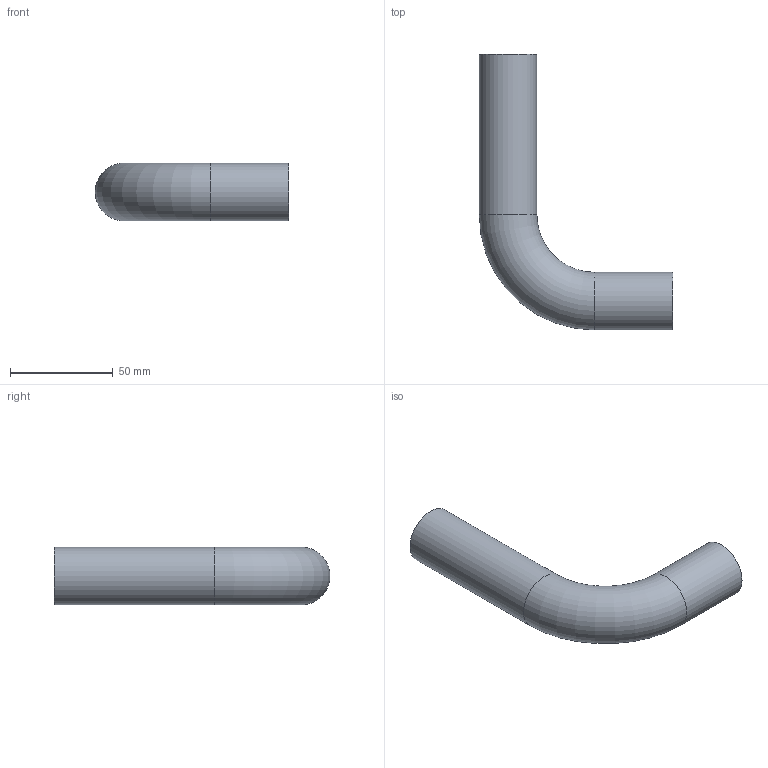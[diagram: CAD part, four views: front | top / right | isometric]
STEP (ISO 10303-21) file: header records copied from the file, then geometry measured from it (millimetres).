
FILE_DESCRIPTION(/* description */ ('TUBO RICURVO 90° Ø28 (De25)'),/* implementation_level */ '2;1');
FILE_NAME(/* name */ '194028900_Inoxpres.stp',/* time_stamp */ '2022-10-12T14:51:29+02:00',/* author */ ('Vault'),/* organization */ ('Raccorderie metalliche s.p.a. '),/* preprocessor_version */ 'ST-DEVELOPER v18.1',/* originating_system */ 'Autodesk Inventor 2020',/* authorisation */ 'Raccorderie metalliche s.p.a. ');
FILE_SCHEMA (('AUTOMOTIVE_DESIGN { 1 0 10303 214 3 1 1 }'));
Length unit declared in the file: millimetre
Products named in the file (1): 194028900_Inoxpres
Bounding box: 94 x 134 x 28 mm (x, y, z)
Volume: 18385.4 mm3; surface area: 30844.5 mm2
Topology: 1 solids, 1 shells, 8 faces, 14 edges, 8 vertices
Faces by surface type: cylinder 4, torus 2, plane 2
Full cylindrical faces by diameter (mm): 25.6 x2, 28 x2
Entity records: 241 total; most frequent: DIRECTION 42, CARTESIAN_POINT 31, ORIENTED_EDGE 28, AXIS2_PLACEMENT_3D 19, EDGE_CURVE 14, EDGE_LOOP 10, CIRCLE 10, FACE_OUTER_BOUND 8
